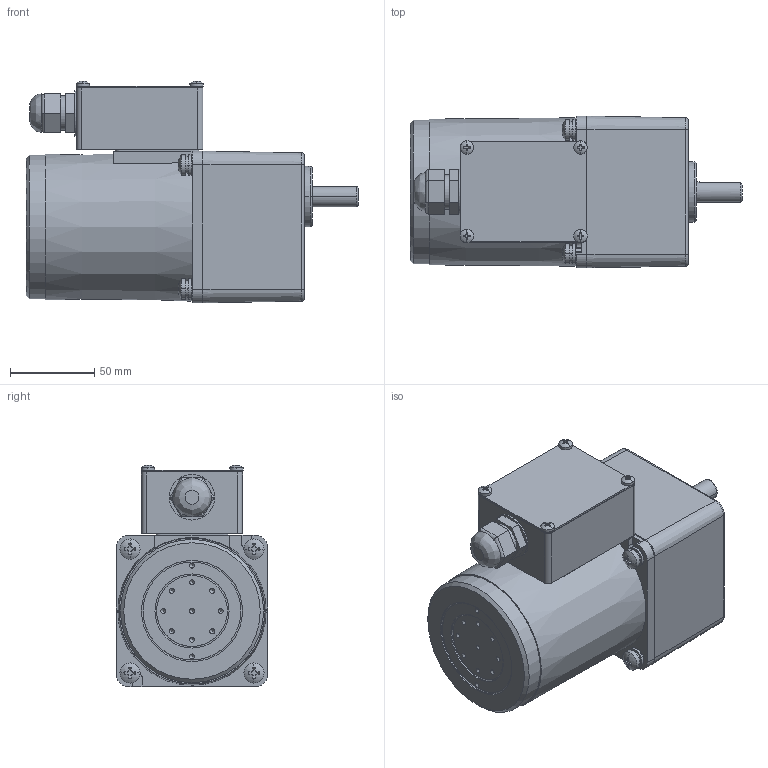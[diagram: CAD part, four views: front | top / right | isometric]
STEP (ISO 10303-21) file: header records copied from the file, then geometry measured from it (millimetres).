
FILE_DESCRIPTION(/* description */ (''),/* implementation_level */ '2;1');
FILE_NAME(/* name */ '5IK40GN-CF',/* time_stamp */ '2015-09-29T09:21:37+08:00',/* author */ (''),/* organization */ (''),/* preprocessor_version */ 'ST-DEVELOPER v9',/* originating_system */ 'UGS - NX 4.0',/* authorisation */ '');
FILE_SCHEMA (('CONFIG_CONTROL_DESIGN'));
Length unit declared in the file: millimetre
Products named in the file (1): Admi1355ewni
Bounding box: 197 x 90 x 131.56 mm (x, y, z)
Volume: 1171504.3 mm3; surface area: 144752.3 mm2
Topology: 40 solids, 42 shells, 1839 faces, 4191 edges, 2501 vertices
Faces by surface type: cylinder 651, cone 603, plane 508, sphere 48, torus 25, bspline 3, extrusion 1
Full cylindrical faces by diameter (mm): 4 x7, 4.2 x4, 4.5 x4, 5 x9, 7 x4, 8 x1, 10 x1, 11 x3, 12 x1, 20.5 x1, 21 x1, 27 x1, 44 x1, 60 x1, 85 x2
Entity records: 52486 total; most frequent: CARTESIAN_POINT 10510, DIRECTION 9581, ORIENTED_EDGE 8158, EDGE_CURVE 4079, AXIS2_PLACEMENT_3D 3812, VERTEX_POINT 2469, EDGE_LOOP 2003, CIRCLE 1971
